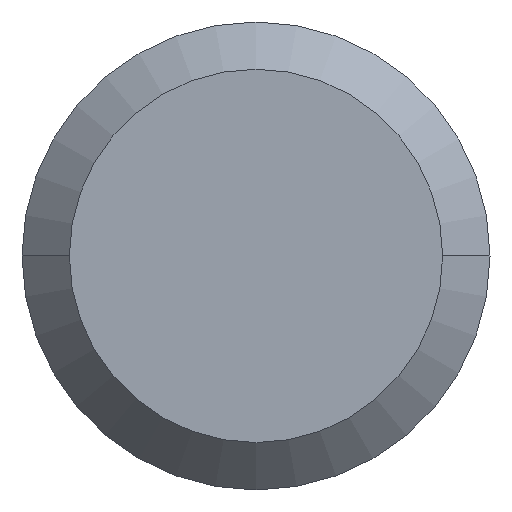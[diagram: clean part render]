
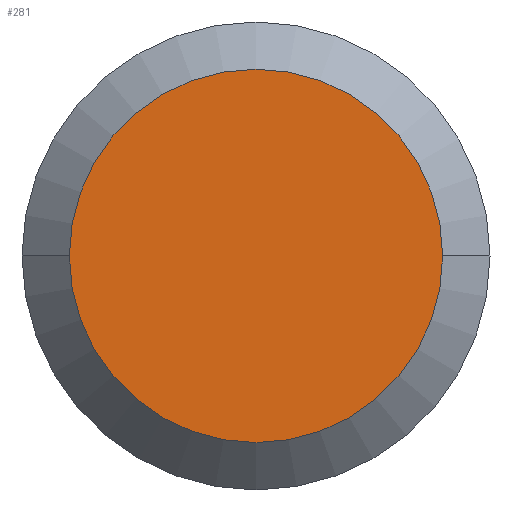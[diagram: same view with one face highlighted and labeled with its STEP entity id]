
A CAD part, top view. The second image highlights one B-rep face of the part: STEP entity #281.
In plain terms, the highlighted planar face has unit normal (0, 0, 1).
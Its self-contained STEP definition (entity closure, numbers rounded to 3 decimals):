
#21 = CIRCLE ( 'NONE', #774, 7.1 ) ;
#52 = EDGE_CURVE ( 'NONE', #580, #56, #21, .T. ) ;
#56 = VERTEX_POINT ( 'NONE', #770 ) ;
#65 = DIRECTION ( 'NONE',  ( 0., 0., 1. ) ) ;
#102 = EDGE_CURVE ( 'NONE', #56, #580, #885, .T. ) ;
#112 = DIRECTION ( 'NONE',  ( 1., 0., 0. ) ) ;
#135 = DIRECTION ( 'NONE',  ( 1., 0., 0. ) ) ;
#142 = CARTESIAN_POINT ( 'NONE',  ( 0., 0., 1.8 ) ) ;
#198 = PLANE ( 'NONE',  #596 ) ;
#257 = DIRECTION ( 'NONE',  ( 0., 0., 1. ) ) ;
#281 = ADVANCED_FACE ( 'NONE', ( #509 ), #198, .T. ) ;
#300 = ORIENTED_EDGE ( 'NONE', *, *, #52, .T. ) ;
#427 = AXIS2_PLACEMENT_3D ( 'NONE', #971, #65, #853 ) ;
#450 = CARTESIAN_POINT ( 'NONE',  ( 7.1, 0., 1.8 ) ) ;
#509 = FACE_OUTER_BOUND ( 'NONE', #646, .T. ) ;
#580 = VERTEX_POINT ( 'NONE', #450 ) ;
#596 = AXIS2_PLACEMENT_3D ( 'NONE', #992, #831, #112 ) ;
#646 = EDGE_LOOP ( 'NONE', ( #300, #1011 ) ) ;
#770 = CARTESIAN_POINT ( 'NONE',  ( -7.1, 0., 1.8 ) ) ;
#774 = AXIS2_PLACEMENT_3D ( 'NONE', #142, #257, #135 ) ;
#831 = DIRECTION ( 'NONE',  ( 0., 0., 1. ) ) ;
#853 = DIRECTION ( 'NONE',  ( 1., 0., 0. ) ) ;
#885 = CIRCLE ( 'NONE', #427, 7.1 ) ;
#971 = CARTESIAN_POINT ( 'NONE',  ( 0., 0., 1.8 ) ) ;
#992 = CARTESIAN_POINT ( 'NONE',  ( 0., 0., 1.8 ) ) ;
#1011 = ORIENTED_EDGE ( 'NONE', *, *, #102, .T. ) ;
